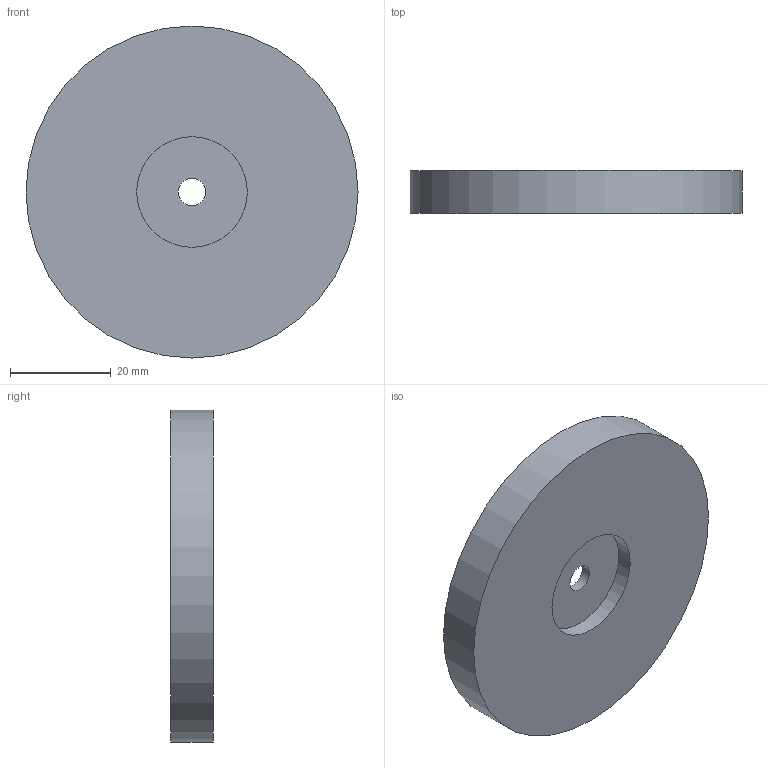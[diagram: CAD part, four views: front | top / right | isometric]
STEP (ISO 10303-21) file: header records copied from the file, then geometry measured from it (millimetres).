
FILE_DESCRIPTION(/* description */ ('','CAx-IF Rec.Pracs.---Representation and Presentation of Product Manufacturing Information (PMI)---4.0---2014-10-13'),/* implementation_level */ '2;1');
FILE_NAME(/* name */ 'GM17562.stp',/* time_stamp */ '2020-09-03T11:24:05+02:00',/* author */ ('tm'),/* organization */ (''),/* preprocessor_version */ 'ST-DEVELOPER v17.2',/* originating_system */ 'Autodesk Inventor 2019',/* authorisation */ '');
FILE_SCHEMA (('AP242_MANAGED_MODEL_BASED_3D_ENGINEERING_MIM_LF { 1 0 10303 442 1 1 4 }'));
Length unit declared in the file: millimetre
Products named in the file (3): GM17562; E0134512; E0134514
Assembly tree (2 placements, depth 2):
  GM17562
    E0134512
    E0134514
Bounding box: 66 x 8.5 x 66 mm (x, y, z)
Volume: 26561.8 mm3; surface area: 13590.1 mm2
Topology: 2 solids, 2 shells, 12 faces, 31 edges, 30 vertices
Faces by surface type: plane 6, cylinder 6
Full cylindrical faces by diameter (mm): 5.5 x1, 22 x2, 42 x2, 66 x1
Entity records: 503 total; most frequent: DIRECTION 80, CARTESIAN_POINT 69, ORIENTED_EDGE 44, AXIS2_PLACEMENT_3D 37, EDGE_CURVE 22, CIRCLE 20, EDGE_LOOP 18, VERTEX_POINT 16
